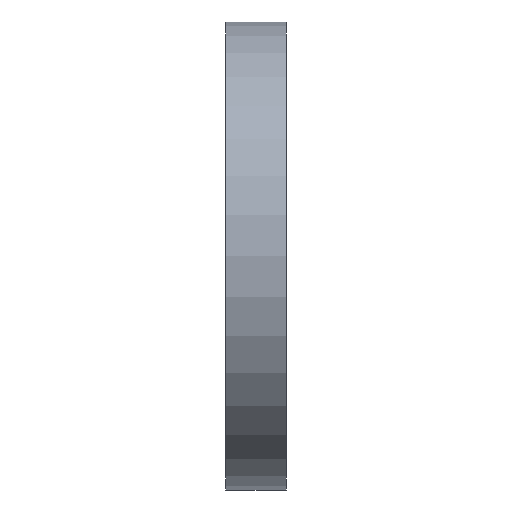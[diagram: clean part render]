
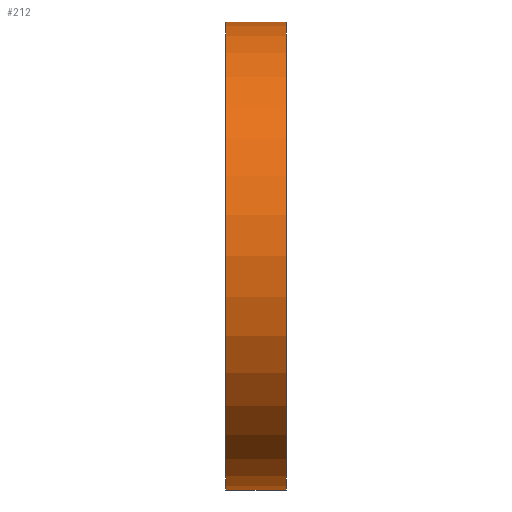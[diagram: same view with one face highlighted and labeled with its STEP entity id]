
A CAD part, front view. The second image highlights one B-rep face of the part: STEP entity #212.
In plain terms, the highlighted cylindrical face has radius 31 mm (diameter 62 mm), a partial arc.
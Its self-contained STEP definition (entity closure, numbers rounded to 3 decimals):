
#13 = CIRCLE ( 'NONE', #54, 31. ) ;
#20 = DIRECTION ( 'NONE',  ( -1., 0., 0. ) ) ;
#26 = VECTOR ( 'NONE', #173, 1000. ) ;
#29 = CARTESIAN_POINT ( 'NONE',  ( 4., 0., -31. ) ) ;
#34 = CARTESIAN_POINT ( 'NONE',  ( -4., 0., -31. ) ) ;
#36 = DIRECTION ( 'NONE',  ( -1., 0., 0. ) ) ;
#44 = CARTESIAN_POINT ( 'NONE',  ( -4., 0., 0. ) ) ;
#53 = FACE_OUTER_BOUND ( 'NONE', #98, .T. ) ;
#54 = AXIS2_PLACEMENT_3D ( 'NONE', #199, #159, #120 ) ;
#56 = CARTESIAN_POINT ( 'NONE',  ( 0., 0., -31. ) ) ;
#67 = CIRCLE ( 'NONE', #75, 31. ) ;
#75 = AXIS2_PLACEMENT_3D ( 'NONE', #44, #138, #97 ) ;
#78 = CARTESIAN_POINT ( 'NONE',  ( -4., 0., 31. ) ) ;
#80 = VERTEX_POINT ( 'NONE', #29 ) ;
#90 = CARTESIAN_POINT ( 'NONE',  ( 0., 0., 31. ) ) ;
#94 = LINE ( 'NONE', #56, #224 ) ;
#97 = DIRECTION ( 'NONE',  ( 0., 0., 1. ) ) ;
#98 = EDGE_LOOP ( 'NONE', ( #121, #249, #179, #139 ) ) ;
#112 = EDGE_CURVE ( 'NONE', #201, #198, #67, .T. ) ;
#116 = CYLINDRICAL_SURFACE ( 'NONE', #221, 31. ) ;
#120 = DIRECTION ( 'NONE',  ( 0., 0., 1. ) ) ;
#121 = ORIENTED_EDGE ( 'NONE', *, *, #144, .F. ) ;
#135 = LINE ( 'NONE', #90, #26 ) ;
#136 = DIRECTION ( 'NONE',  ( 0., 0., 1. ) ) ;
#138 = DIRECTION ( 'NONE',  ( -1., 0., 0. ) ) ;
#139 = ORIENTED_EDGE ( 'NONE', *, *, #112, .F. ) ;
#144 = EDGE_CURVE ( 'NONE', #80, #201, #94, .T. ) ;
#159 = DIRECTION ( 'NONE',  ( -1., 0., 0. ) ) ;
#173 = DIRECTION ( 'NONE',  ( -1., 0., 0. ) ) ;
#179 = ORIENTED_EDGE ( 'NONE', *, *, #247, .T. ) ;
#185 = EDGE_CURVE ( 'NONE', #80, #202, #13, .T. ) ;
#198 = VERTEX_POINT ( 'NONE', #78 ) ;
#199 = CARTESIAN_POINT ( 'NONE',  ( 4., 0., 0. ) ) ;
#201 = VERTEX_POINT ( 'NONE', #34 ) ;
#202 = VERTEX_POINT ( 'NONE', #230 ) ;
#211 = CARTESIAN_POINT ( 'NONE',  ( 0., 0., 0. ) ) ;
#212 = ADVANCED_FACE ( 'NONE', ( #53 ), #116, .T. ) ;
#221 = AXIS2_PLACEMENT_3D ( 'NONE', #211, #36, #136 ) ;
#224 = VECTOR ( 'NONE', #20, 1000. ) ;
#230 = CARTESIAN_POINT ( 'NONE',  ( 4., 0., 31. ) ) ;
#247 = EDGE_CURVE ( 'NONE', #202, #198, #135, .T. ) ;
#249 = ORIENTED_EDGE ( 'NONE', *, *, #185, .T. ) ;
